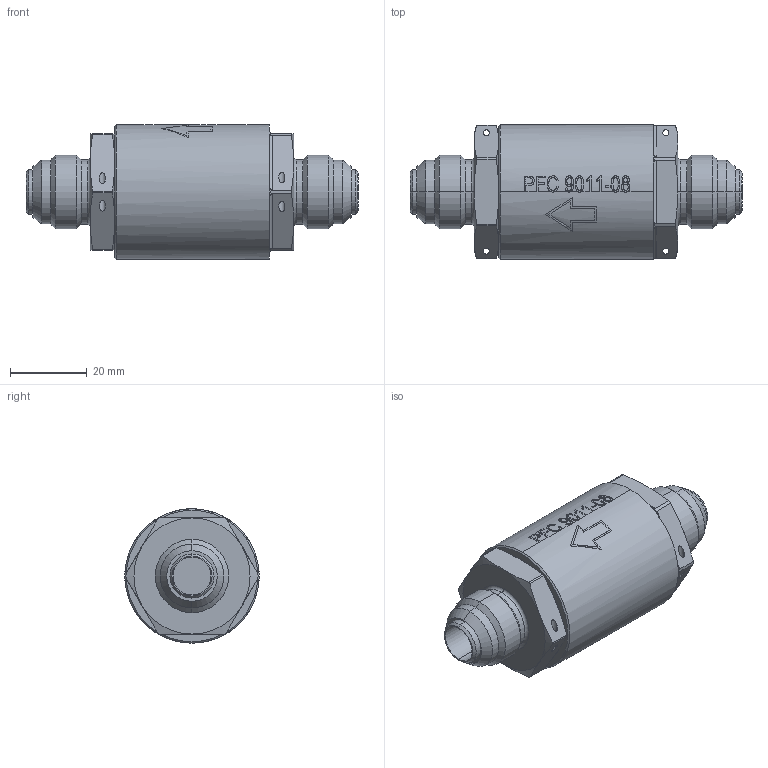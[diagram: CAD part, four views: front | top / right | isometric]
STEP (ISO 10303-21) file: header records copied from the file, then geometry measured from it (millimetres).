
FILE_DESCRIPTION (( 'STEP AP214' ), '1' );
FILE_NAME ('09011008_AS1098(KK).STEP', '2015-06-30T23:30:41', ( '' ), ( '' ), 'SwSTEP 2.0', 'SolidWorks 2015', '' );
FILE_SCHEMA (( 'AUTOMOTIVE_DESIGN' ));
Length unit declared in the file: millimetre
Products named in the file (3): 090110813_AS1098(ADAPTER); 090110811_AS1098(BODY); 09011008_AS1098(KK)
Assembly tree (2 placements, depth 2):
  09011008_AS1098(KK)
    090110813_AS1098(ADAPTER)
    090110811_AS1098(BODY)
Bounding box: 86.24 x 34.92 x 34.92 mm (x, y, z)
Volume: 54730.8 mm3; surface area: 14467 mm2
Topology: 2 solids, 2 shells, 269 faces, 684 edges, 436 vertices
Faces by surface type: plane 80, cylinder 78, bspline 63, cone 30, torus 18
Entity records: 11638 total; most frequent: CARTESIAN_POINT 5531, ORIENTED_EDGE 1368, DIRECTION 1068, EDGE_CURVE 684, VERTEX_POINT 436, AXIS2_PLACEMENT_3D 399, EDGE_LOOP 294, LINE 270
